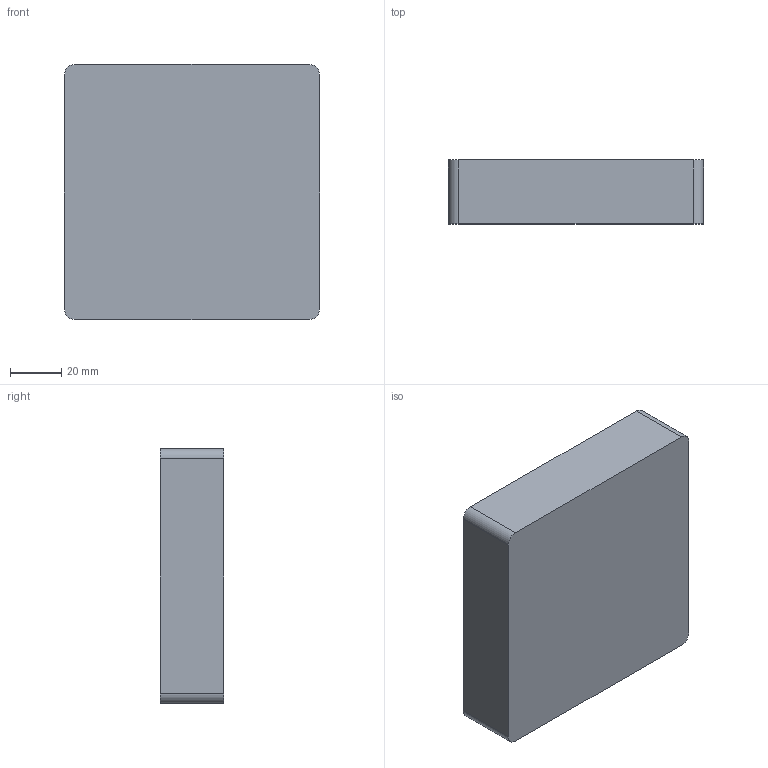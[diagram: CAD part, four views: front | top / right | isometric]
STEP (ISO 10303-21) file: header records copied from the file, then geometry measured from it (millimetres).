
FILE_DESCRIPTION(/* description */ (''),/* implementation_level */ '2;1');
FILE_NAME(/* name */ 'Base.step',/* time_stamp */ '2025-11-16T03:40:33-08:00',/* author */ (''),/* organization */ (''),/* preprocessor_version */ 'ST-DEVELOPER v20.1',/* originating_system */ 'Autodesk Translation Framework v14.10.0.0',/* authorisation */ '');
FILE_SCHEMA (('AUTOMOTIVE_DESIGN { 1 0 10303 214 3 1 1 }'));
Length unit declared in the file: millimetre
Products named in the file (1): 2025-11-16-03-40-33-001
Bounding box: 100 x 25 x 100 mm (x, y, z)
Volume: 98187.7 mm3; surface area: 44689.4 mm2
Topology: 12 solids, 12 shells, 101 faces, 217 edges, 144 vertices
Faces by surface type: plane 66, cylinder 35
Full cylindrical faces by diameter (mm): 1.2 x4, 1.7 x2, 3.25 x2, 3.3 x1, 4.496 x4, 5 x4
Entity records: 2797 total; most frequent: DIRECTION 497, CARTESIAN_POINT 463, ORIENTED_EDGE 434, EDGE_CURVE 217, AXIS2_PLACEMENT_3D 178, VERTEX_POINT 144, LINE 141, VECTOR 141
